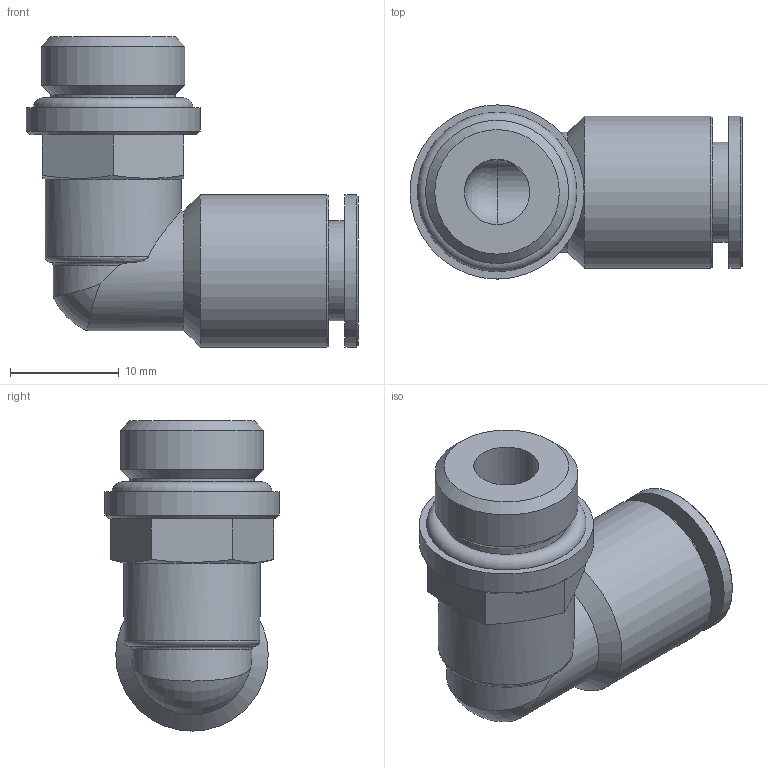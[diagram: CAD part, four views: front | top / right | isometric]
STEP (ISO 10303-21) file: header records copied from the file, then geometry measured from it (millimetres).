
FILE_DESCRIPTION(/* description */ ('STEP AP214'),/* implementation_level */ '2;1');
FILE_NAME(/* name */ '558712_NPQM-L-G14-Q8-P10',/* time_stamp */ '2024-09-13T06:28:34+02:00',/* author */ ('License CC BY-ND 4.0'),/* organization */ ('CADENAS'),/* preprocessor_version */ 'ST-DEVELOPER v19.3',/* originating_system */ 'PARTsolutions',/* authorisation */ ' ');
FILE_SCHEMA (('AUTOMOTIVE_DESIGN {1 0 10303 214 3 1 1}'));
Length unit declared in the file: millimetre
Products named in the file (1): 558712 NPQM-L-G14-Q8-P10
Bounding box: 30.5 x 16 x 28.5 mm (x, y, z)
Volume: 4222.8 mm3; surface area: 3276 mm2
Topology: 1 solids, 1 shells, 39 faces, 86 edges, 53 vertices
Faces by surface type: plane 13, cylinder 12, cone 9, torus 4, sphere 1
Full cylindrical faces by diameter (mm): 6 x2, 8 x1, 9.2 x1, 11 x1, 11.445 x1, 12.5 x1, 13.157 x1, 14 x2, 16 x1
Entity records: 985 total; most frequent: CARTESIAN_POINT 217, DIRECTION 158, ORIENTED_EDGE 116, AXIS2_PLACEMENT_3D 73, EDGE_LOOP 67, FACE_BOUND 67, EDGE_CURVE 58, VERTEX_POINT 47
